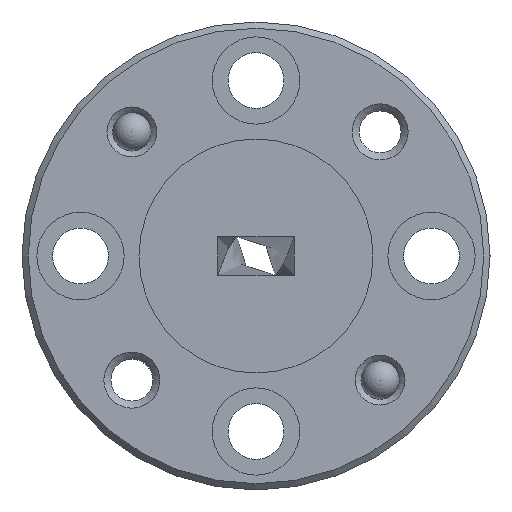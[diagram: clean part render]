
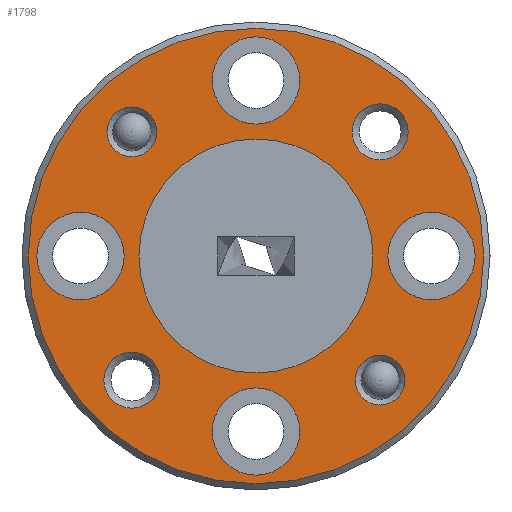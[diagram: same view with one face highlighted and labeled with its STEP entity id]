
A CAD part, front view. The second image highlights one B-rep face of the part: STEP entity #1798.
In plain terms, the highlighted planar face has unit normal (0, -1, 0).
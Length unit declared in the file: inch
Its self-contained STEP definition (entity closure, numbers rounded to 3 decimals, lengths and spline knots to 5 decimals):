
#97=FACE_BOUND('',#407,.T.);
#98=FACE_BOUND('',#408,.T.);
#99=FACE_BOUND('',#409,.T.);
#100=FACE_BOUND('',#410,.T.);
#101=FACE_BOUND('',#411,.T.);
#102=FACE_BOUND('',#412,.T.);
#103=FACE_BOUND('',#413,.T.);
#104=FACE_BOUND('',#414,.T.);
#105=FACE_BOUND('',#415,.T.);
#138=PLANE('',#2007);
#254=FACE_OUTER_BOUND('',#406,.T.);
#406=EDGE_LOOP('',(#1482));
#407=EDGE_LOOP('',(#1483));
#408=EDGE_LOOP('',(#1484));
#409=EDGE_LOOP('',(#1485));
#410=EDGE_LOOP('',(#1486));
#411=EDGE_LOOP('',(#1487));
#412=EDGE_LOOP('',(#1488));
#413=EDGE_LOOP('',(#1489));
#414=EDGE_LOOP('',(#1490));
#415=EDGE_LOOP('',(#1491));
#764=CIRCLE('',#2006,0.365);
#765=CIRCLE('',#2008,0.1875);
#766=CIRCLE('',#2009,0.07);
#767=CIRCLE('',#2010,0.07);
#768=CIRCLE('',#2011,0.07);
#769=CIRCLE('',#2012,0.07);
#770=CIRCLE('',#2013,0.045);
#771=CIRCLE('',#2014,0.045);
#772=CIRCLE('',#2015,0.04);
#773=CIRCLE('',#2016,0.04);
#922=VERTEX_POINT('',#3096);
#923=VERTEX_POINT('',#3100);
#924=VERTEX_POINT('',#3102);
#925=VERTEX_POINT('',#3104);
#926=VERTEX_POINT('',#3106);
#927=VERTEX_POINT('',#3108);
#928=VERTEX_POINT('',#3110);
#929=VERTEX_POINT('',#3112);
#930=VERTEX_POINT('',#3114);
#931=VERTEX_POINT('',#3116);
#1125=EDGE_CURVE('',#922,#922,#764,.T.);
#1126=EDGE_CURVE('',#923,#923,#765,.T.);
#1127=EDGE_CURVE('',#924,#924,#766,.T.);
#1128=EDGE_CURVE('',#925,#925,#767,.T.);
#1129=EDGE_CURVE('',#926,#926,#768,.T.);
#1130=EDGE_CURVE('',#927,#927,#769,.T.);
#1131=EDGE_CURVE('',#928,#928,#770,.T.);
#1132=EDGE_CURVE('',#929,#929,#771,.T.);
#1133=EDGE_CURVE('',#930,#930,#772,.T.);
#1134=EDGE_CURVE('',#931,#931,#773,.T.);
#1482=ORIENTED_EDGE('',*,*,#1125,.F.);
#1483=ORIENTED_EDGE('',*,*,#1126,.T.);
#1484=ORIENTED_EDGE('',*,*,#1127,.T.);
#1485=ORIENTED_EDGE('',*,*,#1128,.T.);
#1486=ORIENTED_EDGE('',*,*,#1129,.T.);
#1487=ORIENTED_EDGE('',*,*,#1130,.T.);
#1488=ORIENTED_EDGE('',*,*,#1131,.T.);
#1489=ORIENTED_EDGE('',*,*,#1132,.T.);
#1490=ORIENTED_EDGE('',*,*,#1133,.T.);
#1491=ORIENTED_EDGE('',*,*,#1134,.T.);
#1798=ADVANCED_FACE('',(#254,#97,#98,#99,#100,#101,#102,#103,#104,#105),
#138,.F.);
#2006=AXIS2_PLACEMENT_3D('',#3098,#2445,#2446);
#2007=AXIS2_PLACEMENT_3D('',#3099,#2447,#2448);
#2008=AXIS2_PLACEMENT_3D('',#3101,#2449,#2450);
#2009=AXIS2_PLACEMENT_3D('',#3103,#2451,#2452);
#2010=AXIS2_PLACEMENT_3D('',#3105,#2453,#2454);
#2011=AXIS2_PLACEMENT_3D('',#3107,#2455,#2456);
#2012=AXIS2_PLACEMENT_3D('',#3109,#2457,#2458);
#2013=AXIS2_PLACEMENT_3D('',#3111,#2459,#2460);
#2014=AXIS2_PLACEMENT_3D('',#3113,#2461,#2462);
#2015=AXIS2_PLACEMENT_3D('',#3115,#2463,#2464);
#2016=AXIS2_PLACEMENT_3D('',#3117,#2465,#2466);
#2445=DIRECTION('center_axis',(0.,1.,0.));
#2446=DIRECTION('ref_axis',(-1.,0.,0.));
#2447=DIRECTION('center_axis',(0.,1.,0.));
#2448=DIRECTION('ref_axis',(-1.,0.,0.));
#2449=DIRECTION('center_axis',(0.,1.,0.));
#2450=DIRECTION('ref_axis',(1.,0.,0.));
#2451=DIRECTION('center_axis',(0.,1.,0.));
#2452=DIRECTION('ref_axis',(0.,0.,-1.));
#2453=DIRECTION('center_axis',(0.,1.,0.));
#2454=DIRECTION('ref_axis',(0.,0.,-1.));
#2455=DIRECTION('center_axis',(0.,1.,0.));
#2456=DIRECTION('ref_axis',(0.,0.,-1.));
#2457=DIRECTION('center_axis',(0.,1.,0.));
#2458=DIRECTION('ref_axis',(0.,0.,-1.));
#2459=DIRECTION('center_axis',(0.,1.,0.));
#2460=DIRECTION('ref_axis',(0.,0.,-1.));
#2461=DIRECTION('center_axis',(0.,1.,0.));
#2462=DIRECTION('ref_axis',(0.,0.,-1.));
#2463=DIRECTION('center_axis',(0.,1.,0.));
#2464=DIRECTION('ref_axis',(0.,0.,-1.));
#2465=DIRECTION('center_axis',(0.,1.,0.));
#2466=DIRECTION('ref_axis',(0.,0.,-1.));
#3096=CARTESIAN_POINT('',(0.365,0.,0.));
#3098=CARTESIAN_POINT('Origin',(0.,0.,0.));
#3099=CARTESIAN_POINT('Origin',(0.,0.,0.));
#3100=CARTESIAN_POINT('',(-0.1875,0.,0.));
#3101=CARTESIAN_POINT('Origin',(0.,0.,0.));
#3102=CARTESIAN_POINT('',(-0.28125,0.,0.07));
#3103=CARTESIAN_POINT('Origin',(-0.28125,0.,0.));
#3104=CARTESIAN_POINT('',(0.28125,0.,0.07));
#3105=CARTESIAN_POINT('Origin',(0.28125,0.,0.));
#3106=CARTESIAN_POINT('',(0.,0.,0.35125));
#3107=CARTESIAN_POINT('Origin',(0.,0.,0.28125));
#3108=CARTESIAN_POINT('',(0.,0.,-0.21125));
#3109=CARTESIAN_POINT('Origin',(0.,0.,-0.28125));
#3110=CARTESIAN_POINT('',(-0.19887,0.,-0.15387));
#3111=CARTESIAN_POINT('Origin',(-0.19887,0.,-0.19887));
#3112=CARTESIAN_POINT('',(0.19887,0.,0.24387));
#3113=CARTESIAN_POINT('Origin',(0.19887,0.,0.19887));
#3114=CARTESIAN_POINT('',(0.19887,0.,-0.15887));
#3115=CARTESIAN_POINT('Origin',(0.19887,0.,-0.19887));
#3116=CARTESIAN_POINT('',(-0.19887,0.,0.23887));
#3117=CARTESIAN_POINT('Origin',(-0.19887,0.,0.19887));
